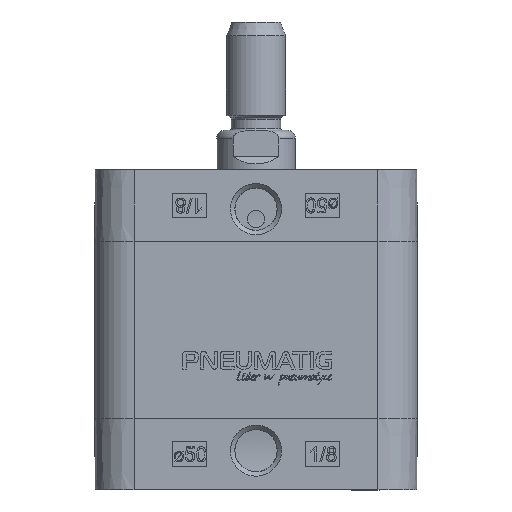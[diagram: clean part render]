
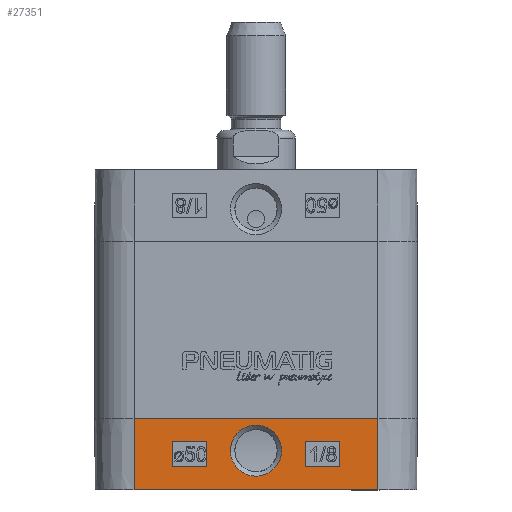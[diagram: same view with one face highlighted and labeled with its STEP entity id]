
A CAD part, left-side view. The second image highlights one B-rep face of the part: STEP entity #27351.
In plain terms, the highlighted planar face has unit normal (-1, 0, -0.009).
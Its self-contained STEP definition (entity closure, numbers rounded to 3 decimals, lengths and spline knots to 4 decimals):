
#978=FACE_BOUND($,#4653,.T.);
#979=FACE_BOUND($,#4654,.T.);
#980=FACE_BOUND($,#4655,.T.);
#1455=PLANE($,#28640);
#2932=FACE_OUTER_BOUND($,#4652,.T.);
#4652=EDGE_LOOP($,(#24737,#24738,#24739,#24740));
#4653=EDGE_LOOP($,(#24741,#24742,#24743,#24744));
#4654=EDGE_LOOP($,(#24745,#24746,#24747,#24748));
#4655=EDGE_LOOP($,(#24749));
#6413=LINE($,#52487,#8404);
#6504=LINE($,#52802,#8495);
#6675=LINE($,#54100,#8666);
#6677=LINE($,#54104,#8668);
#6679=LINE($,#54108,#8670);
#6681=LINE($,#54111,#8672);
#6683=LINE($,#54117,#8674);
#6685=LINE($,#54121,#8676);
#6687=LINE($,#54125,#8678);
#6689=LINE($,#54128,#8680);
#6691=LINE($,#54260,#8682);
#6692=LINE($,#54261,#8683);
#8404=VECTOR($,#32324,4.95);
#8495=VECTOR($,#32625,4.95);
#8666=VECTOR($,#32948,0.5);
#8668=VECTOR($,#32952,0.7);
#8670=VECTOR($,#32956,0.5);
#8672=VECTOR($,#32960,0.7);
#8674=VECTOR($,#32966,0.5);
#8676=VECTOR($,#32970,0.7);
#8678=VECTOR($,#32974,0.5);
#8680=VECTOR($,#32978,0.7);
#8682=VECTOR($,#32986,1.4501);
#8683=VECTOR($,#32987,1.4501);
#10311=B_SPLINE_CURVE_WITH_KNOTS($,3,(#54215,#54216,#54217,#54218,#54219,
#54220,#54221,#54222,#54223,#54224,#54225,#54226,#54227,#54228,#54229,#54230,
#54231,#54232,#54233,#54234,#54235,#54236,#54237,#54238,#54239,#54240,#54241,
#54242,#54243,#54244,#54245,#54246,#54247,#54248,#54249,#54250,#54251,#54252,
#54253,#54254,#54255,#54256,#54257),.UNSPECIFIED.,.T.,.F.,(4,3,3,3,3,3,
3,3,3,3,3,3,3,3,4),(0.,0.2329,0.4813,0.8309,
1.2398,1.4359,1.7545,1.9159,2.1598,
2.5394,2.9297,3.1203,3.4256,3.5849,
3.8177),.UNSPECIFIED.);
#12641=VERTEX_POINT($,#52484);
#12642=VERTEX_POINT($,#52486);
#12760=VERTEX_POINT($,#52799);
#12761=VERTEX_POINT($,#52801);
#12999=VERTEX_POINT($,#54097);
#13000=VERTEX_POINT($,#54099);
#13001=VERTEX_POINT($,#54103);
#13002=VERTEX_POINT($,#54107);
#13003=VERTEX_POINT($,#54114);
#13004=VERTEX_POINT($,#54116);
#13005=VERTEX_POINT($,#54120);
#13006=VERTEX_POINT($,#54124);
#13007=VERTEX_POINT($,#54170);
#16471=EDGE_CURVE($,#12642,#12641,#6413,.T.);
#16614=EDGE_CURVE($,#12761,#12760,#6504,.T.);
#16931=EDGE_CURVE($,#13000,#12999,#6675,.T.);
#16933=EDGE_CURVE($,#13001,#13000,#6677,.T.);
#16935=EDGE_CURVE($,#13002,#13001,#6679,.T.);
#16937=EDGE_CURVE($,#12999,#13002,#6681,.T.);
#16939=EDGE_CURVE($,#13004,#13003,#6683,.T.);
#16941=EDGE_CURVE($,#13005,#13004,#6685,.T.);
#16943=EDGE_CURVE($,#13006,#13005,#6687,.T.);
#16945=EDGE_CURVE($,#13003,#13006,#6689,.T.);
#16948=EDGE_CURVE($,#13007,#13007,#10311,.T.);
#16949=EDGE_CURVE($,#12761,#12641,#6691,.T.);
#16950=EDGE_CURVE($,#12760,#12642,#6692,.T.);
#24737=ORIENTED_EDGE($,*,*,#16471,.T.);
#24738=ORIENTED_EDGE($,*,*,#16949,.F.);
#24739=ORIENTED_EDGE($,*,*,#16614,.T.);
#24740=ORIENTED_EDGE($,*,*,#16950,.T.);
#24741=ORIENTED_EDGE($,*,*,#16931,.T.);
#24742=ORIENTED_EDGE($,*,*,#16937,.T.);
#24743=ORIENTED_EDGE($,*,*,#16935,.T.);
#24744=ORIENTED_EDGE($,*,*,#16933,.T.);
#24745=ORIENTED_EDGE($,*,*,#16939,.T.);
#24746=ORIENTED_EDGE($,*,*,#16945,.T.);
#24747=ORIENTED_EDGE($,*,*,#16943,.T.);
#24748=ORIENTED_EDGE($,*,*,#16941,.T.);
#24749=ORIENTED_EDGE($,*,*,#16948,.F.);
#27351=ADVANCED_FACE($,(#2932,#978,#979,#980),#1455,.T.);
#28640=AXIS2_PLACEMENT_3D($,#54259,#32984,#32985);
#32324=DIRECTION($,(0.,-1.,0.));
#32625=DIRECTION($,(0.,1.,0.));
#32948=DIRECTION($,(-0.009,0.,1.));
#32952=DIRECTION($,(0.,1.,0.));
#32956=DIRECTION($,(0.009,0.,-1.));
#32960=DIRECTION($,(0.,-1.,0.));
#32966=DIRECTION($,(-0.009,0.,1.));
#32970=DIRECTION($,(0.,1.,0.));
#32974=DIRECTION($,(0.009,0.,-1.));
#32978=DIRECTION($,(0.,-1.,0.));
#32984=DIRECTION('center_axis',(-1.,0.,-0.009));
#32985=DIRECTION('ref_axis',(-0.009,0.,
1.));
#32986=DIRECTION($,(0.009,0.,-1.));
#32987=DIRECTION($,(0.009,0.,-1.));
#52484=CARTESIAN_POINT('',(-3.2623,-2.475,0.));
#52486=CARTESIAN_POINT('',(-3.2623,2.475,0.));
#52487=CARTESIAN_POINT($,(-3.2623,2.475,0.));
#52799=CARTESIAN_POINT('',(-3.275,2.475,1.45));
#52801=CARTESIAN_POINT('',(-3.275,-2.475,1.45));
#52802=CARTESIAN_POINT($,(-3.275,-2.475,1.45));
#54097=CARTESIAN_POINT('',(-3.2709,-1.,0.975));
#54099=CARTESIAN_POINT('',(-3.2665,-1.,0.475));
#54100=CARTESIAN_POINT($,(-3.2665,-1.,0.475));
#54103=CARTESIAN_POINT('',(-3.2665,-1.7,0.475));
#54104=CARTESIAN_POINT($,(-3.2665,-1.7,0.475));
#54107=CARTESIAN_POINT('',(-3.2709,-1.7,0.975));
#54108=CARTESIAN_POINT($,(-3.2709,-1.7,0.975));
#54111=CARTESIAN_POINT($,(-3.2709,-1.,0.975));
#54114=CARTESIAN_POINT('',(-3.2709,1.7,0.975));
#54116=CARTESIAN_POINT('',(-3.2665,1.7,0.475));
#54117=CARTESIAN_POINT($,(-3.2665,1.7,0.475));
#54120=CARTESIAN_POINT('',(-3.2665,1.,0.475));
#54121=CARTESIAN_POINT($,(-3.2665,1.,0.475));
#54124=CARTESIAN_POINT('',(-3.2709,1.,0.975));
#54125=CARTESIAN_POINT($,(-3.2709,1.,0.975));
#54128=CARTESIAN_POINT($,(-3.2709,1.7,0.975));
#54170=CARTESIAN_POINT('',(-3.2739,-0.0001,1.3187));
#54215=CARTESIAN_POINT('Ctrl Pts',(-3.2648,-0.0003,
0.2806));
#54216=CARTESIAN_POINT('Ctrl Pts',(-3.2648,-0.0779,
0.2805));
#54217=CARTESIAN_POINT('Ctrl Pts',(-3.2649,-0.1577,
0.2981));
#54218=CARTESIAN_POINT('Ctrl Pts',(-3.2652,-0.2256,
0.3307));
#54219=CARTESIAN_POINT('Ctrl Pts',(-3.2655,-0.298,
0.3656));
#54220=CARTESIAN_POINT('Ctrl Pts',(-3.2659,-0.3478,
0.4092));
#54221=CARTESIAN_POINT('Ctrl Pts',(-3.2663,-0.3885,
0.4555));
#54222=CARTESIAN_POINT('Ctrl Pts',(-3.2669,-0.4457,
0.5208));
#54223=CARTESIAN_POINT('Ctrl Pts',(-3.2676,-0.4874,
0.6005));
#54224=CARTESIAN_POINT('Ctrl Pts',(-3.2683,-0.5064,
0.6836));
#54225=CARTESIAN_POINT('Ctrl Pts',(-3.2692,-0.5286,
0.7808));
#54226=CARTESIAN_POINT('Ctrl Pts',(-3.2701,-0.5208,
0.8867));
#54227=CARTESIAN_POINT('Ctrl Pts',(-3.2709,-0.4856,
0.982));
#54228=CARTESIAN_POINT('Ctrl Pts',(-3.2713,-0.4688,
1.0277));
#54229=CARTESIAN_POINT('Ctrl Pts',(-3.2717,-0.4442,
1.076));
#54230=CARTESIAN_POINT('Ctrl Pts',(-3.2721,-0.4066,
1.1232));
#54231=CARTESIAN_POINT('Ctrl Pts',(-3.2728,-0.3455,
1.1999));
#54232=CARTESIAN_POINT('Ctrl Pts',(-3.2734,-0.2539,
1.2629));
#54233=CARTESIAN_POINT('Ctrl Pts',(-3.2736,-0.1544,
1.2944));
#54234=CARTESIAN_POINT('Ctrl Pts',(-3.2738,-0.104,
1.3104));
#54235=CARTESIAN_POINT('Ctrl Pts',(-3.2739,-0.0512,
1.3187));
#54236=CARTESIAN_POINT('Ctrl Pts',(-3.2739,-0.0001,
1.3187));
#54237=CARTESIAN_POINT('Ctrl Pts',(-3.2739,0.0772,
1.3187));
#54238=CARTESIAN_POINT('Ctrl Pts',(-3.2737,0.1393,
1.302));
#54239=CARTESIAN_POINT('Ctrl Pts',(-3.2735,0.1923,1.2806));
#54240=CARTESIAN_POINT('Ctrl Pts',(-3.2732,0.2748,
1.2474));
#54241=CARTESIAN_POINT('Ctrl Pts',(-3.2728,0.349,
1.1947));
#54242=CARTESIAN_POINT('Ctrl Pts',(-3.2721,0.4062,
1.1231));
#54243=CARTESIAN_POINT('Ctrl Pts',(-3.2715,0.465,
1.0494));
#54244=CARTESIAN_POINT('Ctrl Pts',(-3.2706,0.507,
0.9492));
#54245=CARTESIAN_POINT('Ctrl Pts',(-3.2697,0.517,
0.8459));
#54246=CARTESIAN_POINT('Ctrl Pts',(-3.2693,0.5219,
0.7954));
#54247=CARTESIAN_POINT('Ctrl Pts',(-3.2688,0.5204,
0.7423));
#54248=CARTESIAN_POINT('Ctrl Pts',(-3.2683,0.507,
0.6836));
#54249=CARTESIAN_POINT('Ctrl Pts',(-3.2675,0.4856,
0.5896));
#54250=CARTESIAN_POINT('Ctrl Pts',(-3.2667,0.4309,
0.4934));
#54251=CARTESIAN_POINT('Ctrl Pts',(-3.266,0.3566,
0.4226));
#54252=CARTESIAN_POINT('Ctrl Pts',(-3.2657,0.3179,
0.3856));
#54253=CARTESIAN_POINT('Ctrl Pts',(-3.2654,0.2735,
0.3545));
#54254=CARTESIAN_POINT('Ctrl Pts',(-3.2652,0.2254,
0.3313));
#54255=CARTESIAN_POINT('Ctrl Pts',(-3.2649,0.155,
0.2973));
#54256=CARTESIAN_POINT('Ctrl Pts',(-3.2648,0.0773,
0.2807));
#54257=CARTESIAN_POINT('Ctrl Pts',(-3.2648,-0.0003,
0.2806));
#54259=CARTESIAN_POINT('Origin',(-3.275,0.,1.45));
#54260=CARTESIAN_POINT($,(-3.275,-2.475,1.45));
#54261=CARTESIAN_POINT($,(-3.275,2.475,1.45));
